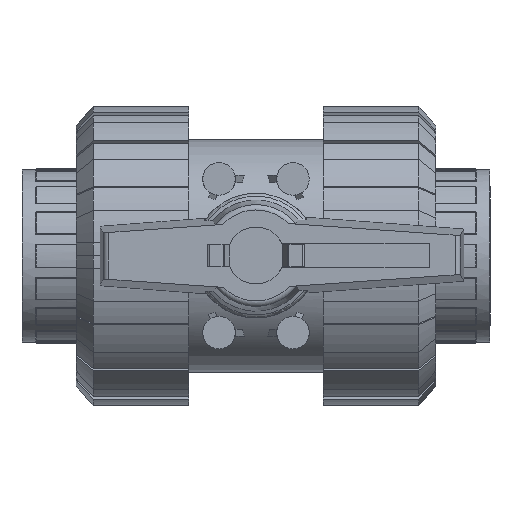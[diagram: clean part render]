
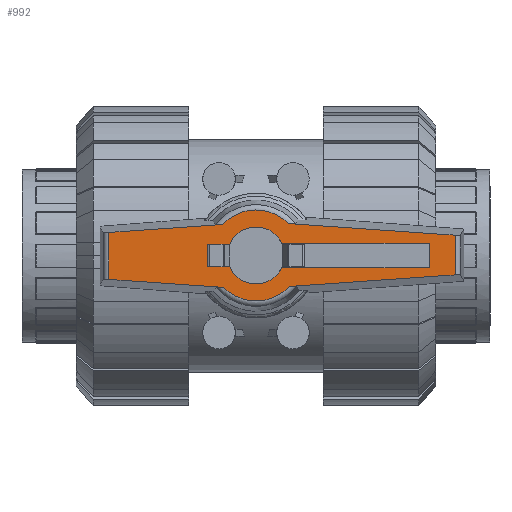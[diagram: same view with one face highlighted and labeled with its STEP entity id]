
A CAD part, top view. The second image highlights one B-rep face of the part: STEP entity #992.
In plain terms, the highlighted planar face has unit normal (0, 0, 1).
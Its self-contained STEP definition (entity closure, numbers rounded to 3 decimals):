
#992=ADVANCED_FACE('',(#2399,#2400),#2401,.T.);
#2399=FACE_BOUND('',#4295,.T.);
#2400=FACE_OUTER_BOUND('',#4296,.T.);
#2401=PLANE('',#4297);
#4295=EDGE_LOOP('',(#6876,#6877,#6878,#6879,#6880,#6881,#6882,#6883));
#4296=EDGE_LOOP('',(#6884,#6885,#6886,#6887,#6888,#6889,#6890,#6891));
#4297=AXIS2_PLACEMENT_3D('',#6892,#6893,#6894);
#6876=ORIENTED_EDGE('',*,*,#12033,.T.);
#6877=ORIENTED_EDGE('',*,*,#12104,.T.);
#6878=ORIENTED_EDGE('',*,*,#12211,.T.);
#6879=ORIENTED_EDGE('',*,*,#12219,.T.);
#6880=ORIENTED_EDGE('',*,*,#12015,.T.);
#6881=ORIENTED_EDGE('',*,*,#11955,.T.);
#6882=ORIENTED_EDGE('',*,*,#11946,.T.);
#6883=ORIENTED_EDGE('',*,*,#12024,.T.);
#6884=ORIENTED_EDGE('',*,*,#12168,.T.);
#6885=ORIENTED_EDGE('',*,*,#12323,.T.);
#6886=ORIENTED_EDGE('',*,*,#12265,.T.);
#6887=ORIENTED_EDGE('',*,*,#12272,.F.);
#6888=ORIENTED_EDGE('',*,*,#12200,.T.);
#6889=ORIENTED_EDGE('',*,*,#12303,.T.);
#6890=ORIENTED_EDGE('',*,*,#12246,.T.);
#6891=ORIENTED_EDGE('',*,*,#12253,.T.);
#6892=CARTESIAN_POINT('',(7.994,0.0,162.0));
#6893=DIRECTION('',(0.0,0.0,1.0));
#6894=DIRECTION('',(1.0,0.0,0.0));
#11946=EDGE_CURVE('',#14386,#14387,#14388,.T.);
#11955=EDGE_CURVE('',#14401,#14386,#14402,.T.);
#12015=EDGE_CURVE('',#14498,#14401,#14499,.T.);
#12024=EDGE_CURVE('',#14387,#14512,#14513,.T.);
#12033=EDGE_CURVE('',#14512,#14523,#14524,.T.);
#12104=EDGE_CURVE('',#14523,#14615,#14617,.T.);
#12168=EDGE_CURVE('',#14725,#14723,#14726,.T.);
#12200=EDGE_CURVE('',#14780,#14778,#14781,.T.);
#12211=EDGE_CURVE('',#14615,#14798,#14799,.T.);
#12219=EDGE_CURVE('',#14798,#14498,#14808,.T.);
#12246=EDGE_CURVE('',#14845,#14843,#14846,.T.);
#12253=EDGE_CURVE('',#14843,#14725,#14856,.T.);
#12265=EDGE_CURVE('',#14873,#14871,#14874,.T.);
#12272=EDGE_CURVE('',#14780,#14871,#14884,.T.);
#12303=EDGE_CURVE('',#14778,#14845,#14921,.T.);
#12323=EDGE_CURVE('',#14723,#14873,#14941,.T.);
#14386=VERTEX_POINT('',#17999);
#14387=VERTEX_POINT('',#18000);
#14388=LINE('',#18001,#18002);
#14401=VERTEX_POINT('',#18021);
#14402=LINE('',#18022,#18023);
#14498=VERTEX_POINT('',#18152);
#14499=CIRCLE('',#18153,10.0);
#14512=VERTEX_POINT('',#18168);
#14513=LINE('',#18169,#18170);
#14523=VERTEX_POINT('',#18185);
#14524=CIRCLE('',#18186,10.0);
#14615=VERTEX_POINT('',#18310);
#14617=LINE('',#18313,#18314);
#14723=VERTEX_POINT('',#18619);
#14725=VERTEX_POINT('',#18646);
#14726=LINE('',#18647,#18648);
#14778=VERTEX_POINT('',#18814);
#14780=VERTEX_POINT('',#18841);
#14781=LINE('',#18842,#18843);
#14798=VERTEX_POINT('',#18865);
#14799=LINE('',#18866,#18867);
#14808=LINE('',#18879,#18880);
#14843=VERTEX_POINT('',#18925);
#14845=VERTEX_POINT('',#18927);
#14846=LINE('',#18928,#18929);
#14856=LINE('',#18999,#19000);
#14871=VERTEX_POINT('',#19019);
#14873=VERTEX_POINT('',#19021);
#14874=LINE('',#19022,#19023);
#14884=LINE('',#19093,#19094);
#14921=CIRCLE('',#19203,15.988);
#14941=CIRCLE('',#19223,15.988);
#17999=CARTESIAN_POINT('',(60.833,4.375,162.0));
#18000=CARTESIAN_POINT('',(60.833,-4.375,162.0));
#18001=CARTESIAN_POINT('',(60.833,0.0,162.0));
#18002=VECTOR('',#24749,1.0);
#18021=CARTESIAN_POINT('',(8.992,4.375,162.0));
#18022=CARTESIAN_POINT('',(19.205,4.375,162.0));
#18023=VECTOR('',#24756,1.0);
#18152=CARTESIAN_POINT('',(-9.192,3.938,162.0));
#18153=AXIS2_PLACEMENT_3D('',#24844,#24845,#24846);
#18168=CARTESIAN_POINT('',(8.992,-4.375,162.0));
#18169=CARTESIAN_POINT('',(19.205,-4.375,162.0));
#18170=VECTOR('',#24861,1.0);
#18185=CARTESIAN_POINT('',(-9.192,-3.938,162.0));
#18186=AXIS2_PLACEMENT_3D('',#24867,#24868,#24869);
#18310=CARTESIAN_POINT('',(-16.933,-3.938,162.0));
#18313=CARTESIAN_POINT('',(-2.601,-3.938,162.0));
#18314=VECTOR('',#24937,1.0);
#18619=CARTESIAN_POINT('',(-11.394,-11.216,162.0));
#18646=CARTESIAN_POINT('',(-51.662,-8.4,162.0));
#18647=CARTESIAN_POINT('',(-4.192,-11.72,162.0));
#18648=VECTOR('',#24991,1.0);
#18814=CARTESIAN_POINT('',(11.394,11.216,162.0));
#18841=CARTESIAN_POINT('',(69.912,7.124,162.0));
#18842=CARTESIAN_POINT('',(37.881,9.364,162.0));
#18843=VECTOR('',#25019,1.0);
#18865=CARTESIAN_POINT('',(-16.933,3.938,162.0));
#18866=CARTESIAN_POINT('',(-16.933,5.906,162.0));
#18867=VECTOR('',#25034,1.0);
#18879=CARTESIAN_POINT('',(-2.601,3.938,162.0));
#18880=VECTOR('',#25041,1.0);
#18925=CARTESIAN_POINT('',(-51.662,8.09,162.0));
#18927=CARTESIAN_POINT('',(-11.712,10.883,162.0));
#18928=CARTESIAN_POINT('',(-3.074,11.487,162.0));
#18929=VECTOR('',#25073,1.0);
#18999=CARTESIAN_POINT('',(-51.662,15.75,162.0));
#19000=VECTOR('',#25075,1.0);
#19019=CARTESIAN_POINT('',(69.912,-6.814,162.0));
#19021=CARTESIAN_POINT('',(11.712,-10.883,162.0));
#19022=CARTESIAN_POINT('',(38.956,-8.978,162.0));
#19023=VECTOR('',#25089,1.0);
#19093=CARTESIAN_POINT('',(69.912,15.75,162.0));
#19094=VECTOR('',#25091,1.0);
#19203=AXIS2_PLACEMENT_3D('',#25126,#25127,#25128);
#19223=AXIS2_PLACEMENT_3D('',#25153,#25154,#25155);
#24749=DIRECTION('',(0.0,-1.0,0.0));
#24756=DIRECTION('',(1.0,0.0,-0.0));
#24844=CARTESIAN_POINT('',(0.0,0.0,162.0));
#24845=DIRECTION('',(0.0,0.0,-1.0));
#24846=DIRECTION('',(1.0,0.0,0.0));
#24861=DIRECTION('',(-1.0,0.0,0.0));
#24867=CARTESIAN_POINT('',(0.0,0.0,162.0));
#24868=DIRECTION('',(0.0,0.0,-1.0));
#24869=DIRECTION('',(1.0,0.0,0.0));
#24937=DIRECTION('',(-1.0,0.0,0.0));
#24991=DIRECTION('',(0.998,-0.07,0.0));
#25019=DIRECTION('',(-0.998,0.07,0.0));
#25034=DIRECTION('',(0.0,1.0,-0.0));
#25041=DIRECTION('',(1.0,0.0,0.0));
#25073=DIRECTION('',(-0.998,-0.07,0.0));
#25075=DIRECTION('',(0.0,-1.0,0.0));
#25089=DIRECTION('',(0.998,0.07,-0.0));
#25091=DIRECTION('',(0.0,-1.0,0.0));
#25126=CARTESIAN_POINT('',(0.0,0.0,162.0));
#25127=DIRECTION('',(0.0,0.0,1.0));
#25128=DIRECTION('',(1.0,0.0,0.0));
#25153=CARTESIAN_POINT('',(0.0,0.0,162.0));
#25154=DIRECTION('',(0.0,0.0,1.0));
#25155=DIRECTION('',(1.0,0.0,0.0));
